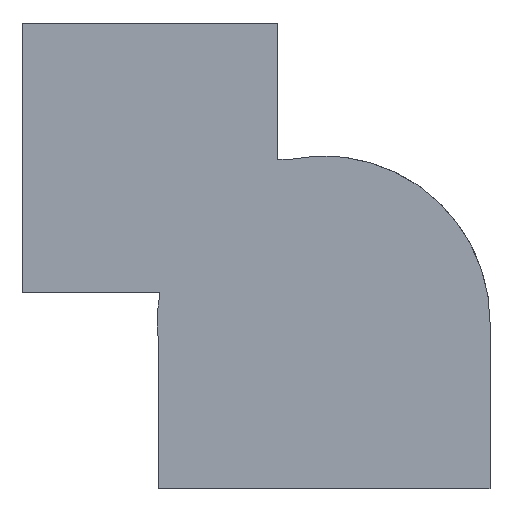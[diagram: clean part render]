
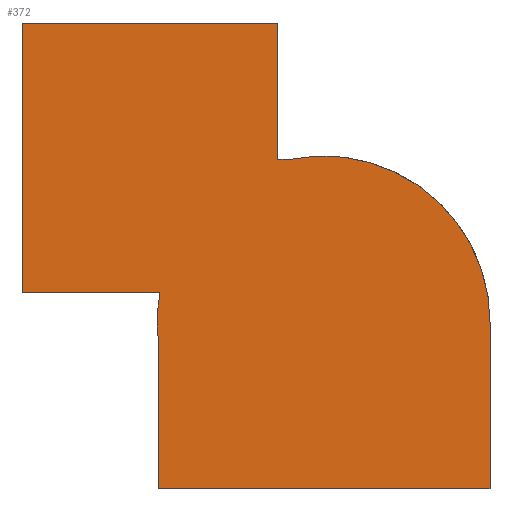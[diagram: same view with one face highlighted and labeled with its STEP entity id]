
A CAD part, top view. The second image highlights one B-rep face of the part: STEP entity #372.
In plain terms, the highlighted planar face has unit normal (0, 0, 1).
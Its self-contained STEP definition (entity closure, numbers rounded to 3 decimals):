
#20=PLANE('',#404);
#43=LINE('',#607,#80);
#45=LINE('',#611,#82);
#49=LINE('',#620,#86);
#52=LINE('',#626,#89);
#53=LINE('',#629,#90);
#54=LINE('',#631,#91);
#55=LINE('',#632,#92);
#56=LINE('',#634,#93);
#80=VECTOR('',#467,10.);
#82=VECTOR('',#471,10.);
#86=VECTOR('',#477,10.);
#89=VECTOR('',#482,10.);
#90=VECTOR('',#485,10.);
#91=VECTOR('',#486,10.);
#92=VECTOR('',#487,10.);
#93=VECTOR('',#488,10.);
#121=FACE_OUTER_BOUND('',#142,.T.);
#142=EDGE_LOOP('',(#300,#301,#302,#303,#304,#305,#306,#307,#308,#309));
#160=CIRCLE('',#398,27.3);
#162=CIRCLE('',#405,27.3);
#181=VERTEX_POINT('',#597);
#182=VERTEX_POINT('',#599);
#184=VERTEX_POINT('',#605);
#185=VERTEX_POINT('',#609);
#187=VERTEX_POINT('',#614);
#189=VERTEX_POINT('',#618);
#191=VERTEX_POINT('',#624);
#192=VERTEX_POINT('',#628);
#193=VERTEX_POINT('',#630);
#194=VERTEX_POINT('',#633);
#221=EDGE_CURVE('',#182,#181,#160,.T.);
#225=EDGE_CURVE('',#181,#184,#43,.T.);
#227=EDGE_CURVE('',#184,#185,#45,.T.);
#231=EDGE_CURVE('',#187,#189,#49,.T.);
#234=EDGE_CURVE('',#189,#191,#52,.T.);
#235=EDGE_CURVE('',#192,#191,#53,.T.);
#236=EDGE_CURVE('',#193,#192,#54,.T.);
#237=EDGE_CURVE('',#182,#193,#55,.T.);
#238=EDGE_CURVE('',#185,#194,#56,.T.);
#239=EDGE_CURVE('',#194,#187,#162,.T.);
#300=ORIENTED_EDGE('',*,*,#231,.T.);
#301=ORIENTED_EDGE('',*,*,#234,.T.);
#302=ORIENTED_EDGE('',*,*,#235,.F.);
#303=ORIENTED_EDGE('',*,*,#236,.F.);
#304=ORIENTED_EDGE('',*,*,#237,.F.);
#305=ORIENTED_EDGE('',*,*,#221,.T.);
#306=ORIENTED_EDGE('',*,*,#225,.T.);
#307=ORIENTED_EDGE('',*,*,#227,.T.);
#308=ORIENTED_EDGE('',*,*,#238,.T.);
#309=ORIENTED_EDGE('',*,*,#239,.T.);
#372=ADVANCED_FACE('',(#121),#20,.T.);
#398=AXIS2_PLACEMENT_3D('',#600,#459,#460);
#404=AXIS2_PLACEMENT_3D('',#627,#483,#484);
#405=AXIS2_PLACEMENT_3D('',#635,#489,#490);
#459=DIRECTION('center_axis',(0.,0.,1.));
#460=DIRECTION('ref_axis',(1.,0.,0.));
#467=DIRECTION('',(0.,-1.,0.));
#471=DIRECTION('',(1.,0.,0.));
#477=DIRECTION('',(-1.,0.,0.));
#482=DIRECTION('',(0.,1.,0.));
#483=DIRECTION('center_axis',(0.,0.,1.));
#484=DIRECTION('ref_axis',(1.,0.,0.));
#485=DIRECTION('',(1.,0.,0.));
#486=DIRECTION('',(0.,1.,0.));
#487=DIRECTION('',(-1.,0.,0.));
#488=DIRECTION('',(0.,1.,0.));
#489=DIRECTION('center_axis',(0.,0.,1.));
#490=DIRECTION('ref_axis',(1.,0.,0.));
#597=CARTESIAN_POINT('',(-27.151,-2.845,1.5));
#599=CARTESIAN_POINT('',(-26.856,4.901,1.5));
#600=CARTESIAN_POINT('Origin',(0.,0.,1.5));
#605=CARTESIAN_POINT('',(-27.151,-27.3,1.5));
#607=CARTESIAN_POINT('',(-27.151,0.,1.5));
#609=CARTESIAN_POINT('',(27.3,-27.3,1.5));
#611=CARTESIAN_POINT('',(-27.151,-27.3,1.5));
#614=CARTESIAN_POINT('',(-5.5,26.74,1.5));
#618=CARTESIAN_POINT('',(-7.5,26.74,1.5));
#620=CARTESIAN_POINT('',(-2.75,26.74,1.5));
#624=CARTESIAN_POINT('',(-7.5,49.1,1.5));
#626=CARTESIAN_POINT('',(-7.5,24.55,1.5));
#627=CARTESIAN_POINT('Origin',(0.,0.,1.5));
#628=CARTESIAN_POINT('',(-49.5,49.1,1.5));
#629=CARTESIAN_POINT('',(-49.5,49.1,1.5));
#630=CARTESIAN_POINT('',(-49.5,4.901,1.5));
#631=CARTESIAN_POINT('',(-49.5,4.901,1.5));
#632=CARTESIAN_POINT('',(-26.398,4.901,1.5));
#633=CARTESIAN_POINT('',(27.3,0.,1.5));
#634=CARTESIAN_POINT('',(27.3,0.,1.5));
#635=CARTESIAN_POINT('Origin',(0.,0.,1.5));
